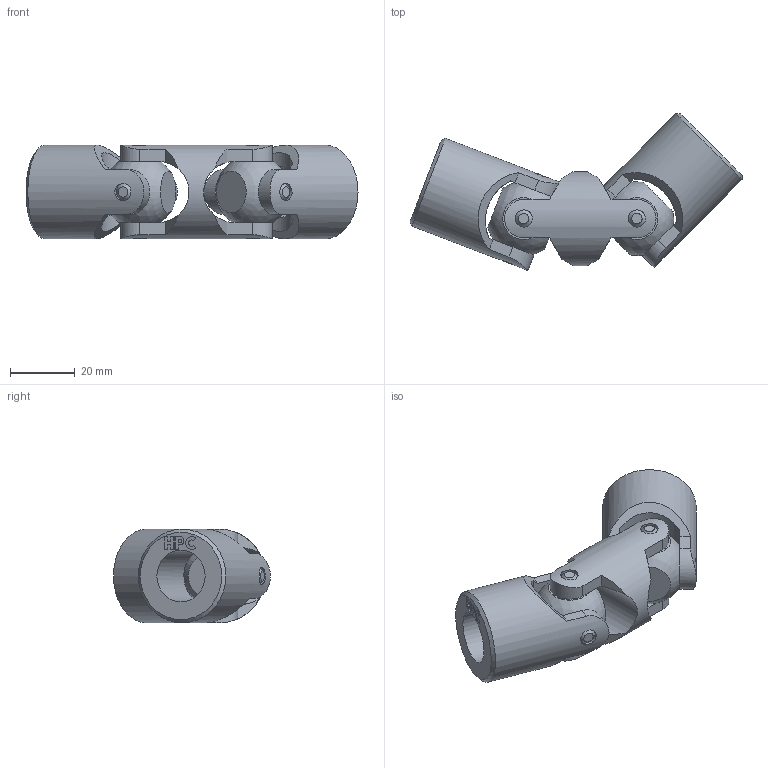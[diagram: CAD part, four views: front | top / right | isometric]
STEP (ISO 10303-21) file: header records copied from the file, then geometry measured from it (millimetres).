
FILE_DESCRIPTION( ( 'STEP AP203' ), '1' );
FILE_NAME( 'HPC - GD1-A-16_16 (21°_ 45°).stp', '2020-12-09T15:04:21', ( 'License CC BY-ND 4.0' ), ( 'CADENAS' ), ' ', 'PARTsolutions', ' ' );
FILE_SCHEMA( ( 'CONFIG_CONTROL_DESIGN' ) );
Length unit declared in the file: millimetre
Products named in the file (4): HPC - GD1-A-16/16 (21°/ 45°); _HPC - GD1-A-16/16 -  Intermediate; _HPC - GD1-A-16/16 -  Croisillon; _HPC - GD1-A-16/16 -  Fork
Assembly tree (5 placements, depth 2):
  HPC - GD1-A-16/16 (21°/ 45°)
    _HPC - GD1-A-16/16 -  Intermediate
    _HPC - GD1-A-16/16 -  Croisillon  x2
    _HPC - GD1-A-16/16 -  Fork  x2
Bounding box: 102.71 x 48.56 x 29 mm (x, y, z)
Volume: 44808 mm3; surface area: 18382.8 mm2
Topology: 5 solids, 5 shells, 163 faces, 399 edges, 266 vertices
Faces by surface type: plane 110, cylinder 41, cone 10, sphere 2
Full cylindrical faces by diameter (mm): 5.333 x16, 16 x2, 29 x3
Entity records: 3683 total; most frequent: CARTESIAN_POINT 1278, DIRECTION 472, ORIENTED_EDGE 428, EDGE_CURVE 214, AXIS2_PLACEMENT_3D 172, VERTEX_POINT 154, EDGE_LOOP 142, LINE 128
